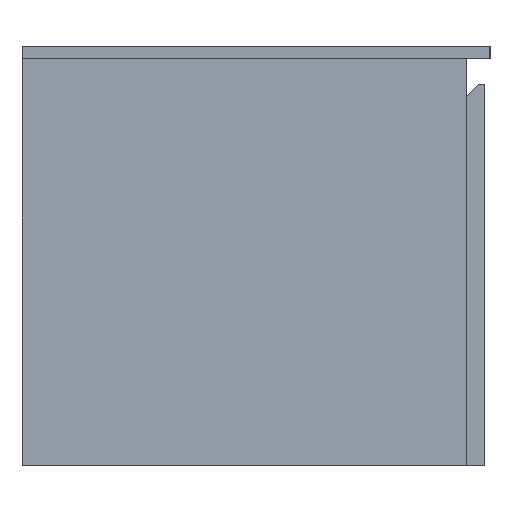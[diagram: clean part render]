
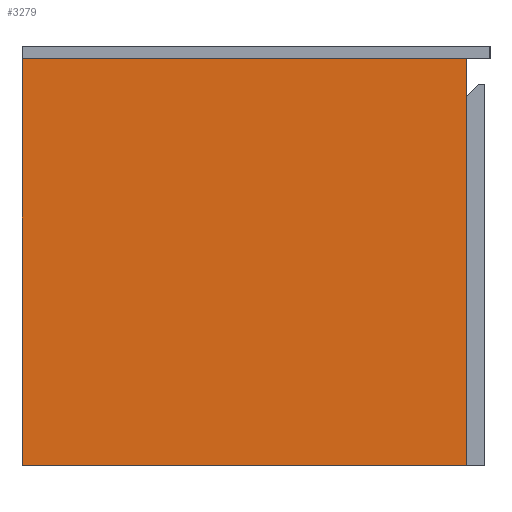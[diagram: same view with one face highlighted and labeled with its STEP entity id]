
A CAD part, left-side view. The second image highlights one B-rep face of the part: STEP entity #3279.
In plain terms, the highlighted face is planar.
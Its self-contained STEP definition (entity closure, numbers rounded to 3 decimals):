
#319 = DIRECTION ( 'NONE',  ( 0., 1., 0. ) ) ;
#870 = VERTEX_POINT ( 'NONE', #18048 ) ;
#1950 = CARTESIAN_POINT ( 'NONE',  ( 400., 0., -2. ) ) ;
#2358 = LINE ( 'NONE', #12585, #11445 ) ;
#2426 = FACE_OUTER_BOUND ( 'NONE', #3835, .T. ) ;
#3279 = ADVANCED_FACE ( 'NONE', ( #2426 ), #17915, .T. ) ;
#3301 = CARTESIAN_POINT ( 'NONE',  ( 0., 0., -2. ) ) ;
#3617 = DIRECTION ( 'NONE',  ( -1., 0., 0. ) ) ;
#3787 = CARTESIAN_POINT ( 'NONE',  ( 0., 437., -2. ) ) ;
#3822 = ORIENTED_EDGE ( 'NONE', *, *, #12842, .F. ) ;
#3835 = EDGE_LOOP ( 'NONE', ( #18294, #3822, #8981, #5201 ) ) ;
#3860 = AXIS2_PLACEMENT_3D ( 'NONE', #7181, #14449, #3617 ) ;
#4698 = LINE ( 'NONE', #9197, #6650 ) ;
#5201 = ORIENTED_EDGE ( 'NONE', *, *, #17310, .F. ) ;
#5745 = VERTEX_POINT ( 'NONE', #19846 ) ;
#5924 = VECTOR ( 'NONE', #21912, 1000. ) ;
#6650 = VECTOR ( 'NONE', #319, 1000. ) ;
#7181 = CARTESIAN_POINT ( 'NONE',  ( 0., 437., -2. ) ) ;
#7291 = EDGE_CURVE ( 'NONE', #870, #8657, #2358, .T. ) ;
#7473 = DIRECTION ( 'NONE',  ( 0., -1., 0. ) ) ;
#8180 = EDGE_CURVE ( 'NONE', #17916, #5745, #4698, .T. ) ;
#8657 = VERTEX_POINT ( 'NONE', #3301 ) ;
#8981 = ORIENTED_EDGE ( 'NONE', *, *, #8180, .F. ) ;
#9197 = CARTESIAN_POINT ( 'NONE',  ( 400., 437., -2. ) ) ;
#10783 = DIRECTION ( 'NONE',  ( 1., 0., 0. ) ) ;
#11445 = VECTOR ( 'NONE', #7473, 1000. ) ;
#12585 = CARTESIAN_POINT ( 'NONE',  ( 0., 437., -2. ) ) ;
#12842 = EDGE_CURVE ( 'NONE', #5745, #870, #17208, .T. ) ;
#14449 = DIRECTION ( 'NONE',  ( 0., 0., -1. ) ) ;
#16098 = CARTESIAN_POINT ( 'NONE',  ( 0., 0., -2. ) ) ;
#17208 = LINE ( 'NONE', #3787, #5924 ) ;
#17310 = EDGE_CURVE ( 'NONE', #8657, #17916, #18962, .T. ) ;
#17915 = PLANE ( 'NONE',  #3860 ) ;
#17916 = VERTEX_POINT ( 'NONE', #1950 ) ;
#18048 = CARTESIAN_POINT ( 'NONE',  ( 0., 437., -2. ) ) ;
#18294 = ORIENTED_EDGE ( 'NONE', *, *, #7291, .F. ) ;
#18691 = VECTOR ( 'NONE', #10783, 1000. ) ;
#18962 = LINE ( 'NONE', #16098, #18691 ) ;
#19846 = CARTESIAN_POINT ( 'NONE',  ( 400., 437., -2. ) ) ;
#21912 = DIRECTION ( 'NONE',  ( -1., 0., 0. ) ) ;
